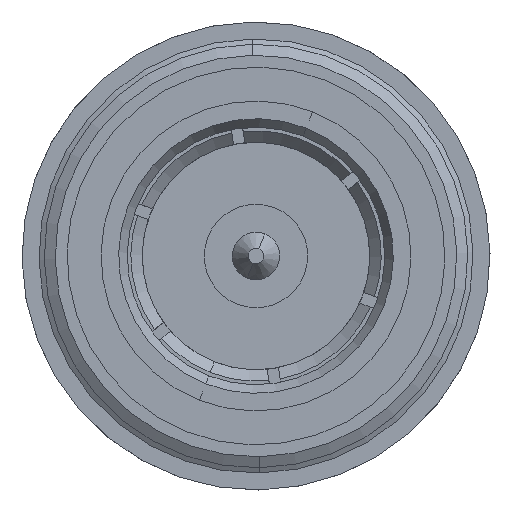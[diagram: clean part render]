
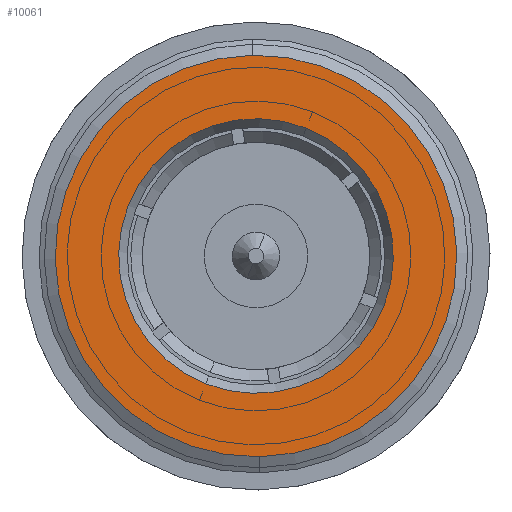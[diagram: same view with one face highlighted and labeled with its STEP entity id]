
A CAD part, left-side view. The second image highlights one B-rep face of the part: STEP entity #10061.
In plain terms, the highlighted planar face has unit normal (-1, 0, 0).
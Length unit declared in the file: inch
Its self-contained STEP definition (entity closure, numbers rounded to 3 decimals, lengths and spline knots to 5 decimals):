
#504 = AXIS2_PLACEMENT_3D ( 'NONE', #17451, #26083, #4364 ) ;
#753 = DIRECTION ( 'NONE',  ( 1., 0., 0. ) ) ;
#1129 = CIRCLE ( 'NONE', #26966, 0.17583 ) ;
#1717 = CIRCLE ( 'NONE', #20789, 0.17583 ) ;
#2644 = DIRECTION ( 'NONE',  ( 0., 1., 0. ) ) ;
#2767 = EDGE_CURVE ( 'NONE', #17711, #15893, #1129, .T. ) ;
#3609 = CARTESIAN_POINT ( 'NONE',  ( 0., 0.17583, 0. ) ) ;
#3894 = EDGE_CURVE ( 'NONE', #24280, #19556, #11831, .T. ) ;
#4364 = DIRECTION ( 'NONE',  ( 0., -1., 0. ) ) ;
#4458 = ORIENTED_EDGE ( 'NONE', *, *, #3894, .T. ) ;
#4535 = ORIENTED_EDGE ( 'NONE', *, *, #25180, .T. ) ;
#6854 = AXIS2_PLACEMENT_3D ( 'NONE', #16628, #23014, #22874 ) ;
#7711 = DIRECTION ( 'NONE',  ( 1., 0., 0. ) ) ;
#8871 = EDGE_LOOP ( 'NONE', ( #12980, #27391 ) ) ;
#9609 = CARTESIAN_POINT ( 'NONE',  ( 0., 0., 0. ) ) ;
#9858 = CARTESIAN_POINT ( 'NONE',  ( 0., 0., 0. ) ) ;
#10061 = ADVANCED_FACE ( 'NONE', ( #23845, #28081 ), #21712, .T. ) ;
#11831 = CIRCLE ( 'NONE', #26786, 0.12028 ) ;
#12980 = ORIENTED_EDGE ( 'NONE', *, *, #2767, .F. ) ;
#13558 = CARTESIAN_POINT ( 'NONE',  ( 0., -0.11116, -0.04593 ) ) ;
#14939 = EDGE_CURVE ( 'NONE', #15893, #17711, #1717, .T. ) ;
#15820 = DIRECTION ( 'NONE',  ( 0., 0.924, 0.382 ) ) ;
#15893 = VERTEX_POINT ( 'NONE', #21613 ) ;
#15967 = CARTESIAN_POINT ( 'NONE',  ( 0., 0., 0. ) ) ;
#16628 = CARTESIAN_POINT ( 'NONE',  ( 0., 0., 0. ) ) ;
#17451 = CARTESIAN_POINT ( 'NONE',  ( 0., 0., 0. ) ) ;
#17711 = VERTEX_POINT ( 'NONE', #3609 ) ;
#19556 = VERTEX_POINT ( 'NONE', #13558 ) ;
#20257 = CARTESIAN_POINT ( 'NONE',  ( 0., 0.11116, 0.04593 ) ) ;
#20789 = AXIS2_PLACEMENT_3D ( 'NONE', #9858, #7711, #25042 ) ;
#21601 = EDGE_LOOP ( 'NONE', ( #4535, #4458 ) ) ;
#21613 = CARTESIAN_POINT ( 'NONE',  ( 0., -0.17583, 0. ) ) ;
#21712 = PLANE ( 'NONE',  #504 ) ;
#22874 = DIRECTION ( 'NONE',  ( 0., 0.924, 0.382 ) ) ;
#23014 = DIRECTION ( 'NONE',  ( 1., 0., 0. ) ) ;
#23845 = FACE_OUTER_BOUND ( 'NONE', #8871, .T. ) ;
#24280 = VERTEX_POINT ( 'NONE', #20257 ) ;
#24792 = DIRECTION ( 'NONE',  ( 1., 0., 0. ) ) ;
#25042 = DIRECTION ( 'NONE',  ( 0., 1., 0. ) ) ;
#25180 = EDGE_CURVE ( 'NONE', #19556, #24280, #27778, .T. ) ;
#26083 = DIRECTION ( 'NONE',  ( -1., 0., 0. ) ) ;
#26786 = AXIS2_PLACEMENT_3D ( 'NONE', #15967, #753, #15820 ) ;
#26966 = AXIS2_PLACEMENT_3D ( 'NONE', #9609, #24792, #2644 ) ;
#27391 = ORIENTED_EDGE ( 'NONE', *, *, #14939, .F. ) ;
#27778 = CIRCLE ( 'NONE', #6854, 0.12028 ) ;
#28081 = FACE_BOUND ( 'NONE', #21601, .T. ) ;
